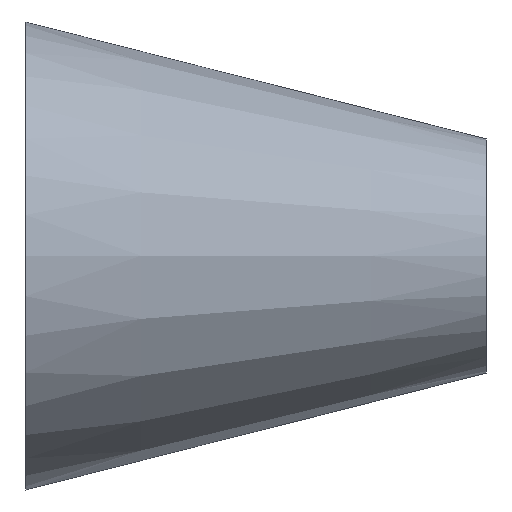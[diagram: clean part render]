
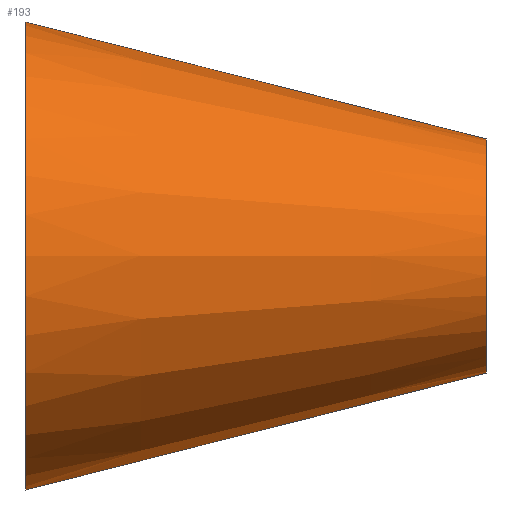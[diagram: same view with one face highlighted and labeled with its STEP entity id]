
A CAD part, top view. The second image highlights one B-rep face of the part: STEP entity #193.
In plain terms, the highlighted conical face has half-angle 14.252 degrees and reference radius 12.7 mm.
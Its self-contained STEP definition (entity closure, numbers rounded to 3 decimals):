
#4 = DIRECTION ( 'NONE',  ( -1., 0., 0. ) ) ;
#5 = EDGE_CURVE ( 'NONE', #72, #35, #93, .T. ) ;
#7 = VERTEX_POINT ( 'NONE', #135 ) ;
#22 = LINE ( 'NONE', #106, #184 ) ;
#26 = ORIENTED_EDGE ( 'NONE', *, *, #5, .T. ) ;
#27 = DIRECTION ( 'NONE',  ( 0., -1., 0. ) ) ;
#31 = FACE_OUTER_BOUND ( 'NONE', #212, .T. ) ;
#35 = VERTEX_POINT ( 'NONE', #137 ) ;
#42 = EDGE_CURVE ( 'NONE', #7, #83, #45, .T. ) ;
#45 = CIRCLE ( 'NONE', #113, 25.4 ) ;
#46 = CARTESIAN_POINT ( 'NONE',  ( 50., 3.989, 0. ) ) ;
#52 = EDGE_CURVE ( 'NONE', #72, #7, #22, .T. ) ;
#61 = DIRECTION ( 'NONE',  ( -1., 0., 0. ) ) ;
#72 = VERTEX_POINT ( 'NONE', #124 ) ;
#83 = VERTEX_POINT ( 'NONE', #88 ) ;
#88 = CARTESIAN_POINT ( 'NONE',  ( 0., 16.689, 0. ) ) ;
#92 = CARTESIAN_POINT ( 'NONE',  ( 50., -8.711, 0. ) ) ;
#93 = CIRCLE ( 'NONE', #180, 12.7 ) ;
#94 = CONICAL_SURFACE ( 'NONE', #134, 12.7, 0.249 ) ;
#100 = CARTESIAN_POINT ( 'NONE',  ( 50., -8.711, 0. ) ) ;
#106 = CARTESIAN_POINT ( 'NONE',  ( 50., -21.411, 0. ) ) ;
#113 = AXIS2_PLACEMENT_3D ( 'NONE', #122, #61, #172 ) ;
#121 = ORIENTED_EDGE ( 'NONE', *, *, #52, .F. ) ;
#122 = CARTESIAN_POINT ( 'NONE',  ( 0., -8.711, 0. ) ) ;
#124 = CARTESIAN_POINT ( 'NONE',  ( 50., -21.411, 0. ) ) ;
#134 = AXIS2_PLACEMENT_3D ( 'NONE', #92, #4, #147 ) ;
#135 = CARTESIAN_POINT ( 'NONE',  ( 0., -34.111, 0. ) ) ;
#137 = CARTESIAN_POINT ( 'NONE',  ( 50., 3.989, 0. ) ) ;
#147 = DIRECTION ( 'NONE',  ( 0., -1., 0. ) ) ;
#150 = ORIENTED_EDGE ( 'NONE', *, *, #171, .T. ) ;
#152 = DIRECTION ( 'NONE',  ( -1., 0., 0. ) ) ;
#157 = DIRECTION ( 'NONE',  ( -0.969, 0.246, 0. ) ) ;
#164 = VECTOR ( 'NONE', #157, 1000. ) ;
#171 = EDGE_CURVE ( 'NONE', #35, #83, #176, .T. ) ;
#172 = DIRECTION ( 'NONE',  ( 0., -1., 0. ) ) ;
#176 = LINE ( 'NONE', #46, #164 ) ;
#180 = AXIS2_PLACEMENT_3D ( 'NONE', #100, #152, #27 ) ;
#184 = VECTOR ( 'NONE', #197, 1000. ) ;
#193 = ADVANCED_FACE ( 'NONE', ( #31 ), #94, .T. ) ;
#197 = DIRECTION ( 'NONE',  ( -0.969, -0.246, 0. ) ) ;
#201 = ORIENTED_EDGE ( 'NONE', *, *, #42, .F. ) ;
#212 = EDGE_LOOP ( 'NONE', ( #26, #150, #201, #121 ) ) ;
